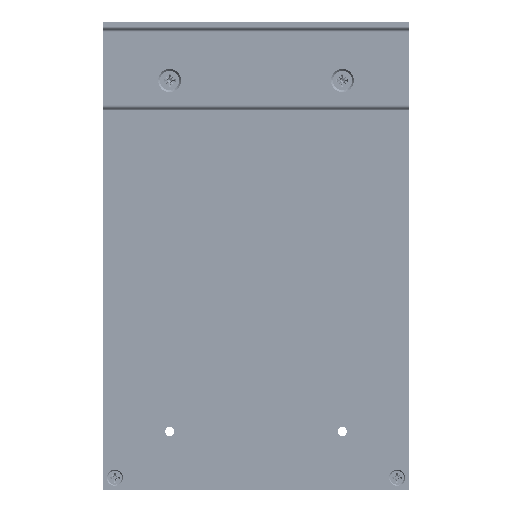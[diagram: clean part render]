
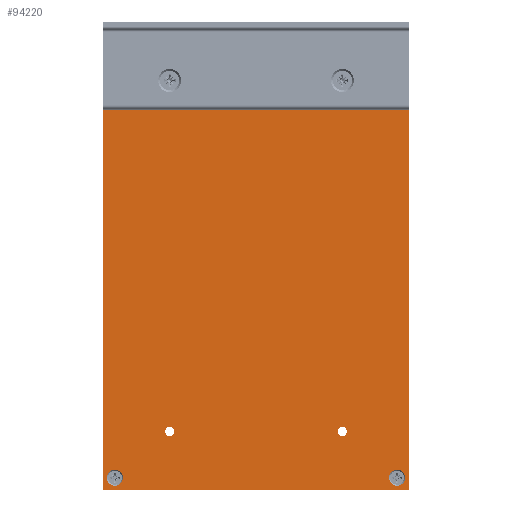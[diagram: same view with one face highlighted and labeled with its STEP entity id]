
A CAD part, front view. The second image highlights one B-rep face of the part: STEP entity #94220.
In plain terms, the highlighted planar face has unit normal (0, -1, 0).
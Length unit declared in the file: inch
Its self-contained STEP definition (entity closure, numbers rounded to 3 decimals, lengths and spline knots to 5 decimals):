
#822 = FACE_BOUND ( 'NONE', #71587, .T. ) ;
#1232 = EDGE_LOOP ( 'NONE', ( #78991 ) ) ;
#1323 = FACE_BOUND ( 'NONE', #17814, .T. ) ;
#1580 = CARTESIAN_POINT ( 'NONE',  ( 4.19241, -0.31353, 8. ) ) ;
#2688 = AXIS2_PLACEMENT_3D ( 'NONE', #83165, #97573, #19785 ) ;
#3018 = CARTESIAN_POINT ( 'NONE',  ( -1.02759, -0.31353, 0. ) ) ;
#3068 = CARTESIAN_POINT ( 'NONE',  ( 3.05879, -0.31353, 7. ) ) ;
#3216 = CARTESIAN_POINT ( 'NONE',  ( -1.02759, -0.31353, 0. ) ) ;
#3871 = ORIENTED_EDGE ( 'NONE', *, *, #41218, .T. ) ;
#4061 = VERTEX_POINT ( 'NONE', #52646 ) ;
#4072 = DIRECTION ( 'NONE',  ( 0., 1., 0. ) ) ;
#4991 = DIRECTION ( 'NONE',  ( -1., 0., 0. ) ) ;
#5652 = VERTEX_POINT ( 'NONE', #13154 ) ;
#6119 = EDGE_CURVE ( 'NONE', #7466, #7466, #70398, .T. ) ;
#6785 = ORIENTED_EDGE ( 'NONE', *, *, #6119, .T. ) ;
#7123 = EDGE_CURVE ( 'NONE', #87930, #5652, #50995, .T. ) ;
#7466 = VERTEX_POINT ( 'NONE', #46861 ) ;
#7964 = ORIENTED_EDGE ( 'NONE', *, *, #29562, .T. ) ;
#8396 = ORIENTED_EDGE ( 'NONE', *, *, #29368, .T. ) ;
#9744 = VERTEX_POINT ( 'NONE', #15891 ) ;
#10319 = DIRECTION ( 'NONE',  ( 0., 1., 0. ) ) ;
#11338 = CARTESIAN_POINT ( 'NONE',  ( 4.19241, -0.31353, 8. ) ) ;
#12701 = CARTESIAN_POINT ( 'NONE',  ( 4.19241, -0.31353, 0. ) ) ;
#13154 = CARTESIAN_POINT ( 'NONE',  ( -1.02759, -0.31353, 8. ) ) ;
#13641 = EDGE_CURVE ( 'NONE', #4061, #4061, #28978, .T. ) ;
#13843 = CIRCLE ( 'NONE', #56401, 0.07799 ) ;
#15132 = FACE_BOUND ( 'NONE', #75428, .T. ) ;
#15891 = CARTESIAN_POINT ( 'NONE',  ( 3.99391, -0.31353, 0.0722 ) ) ;
#16957 = EDGE_CURVE ( 'NONE', #84301, #84301, #92478, .T. ) ;
#17461 = AXIS2_PLACEMENT_3D ( 'NONE', #95272, #10319, #80376 ) ;
#17634 = CARTESIAN_POINT ( 'NONE',  ( 3.99391, -0.31353, 0.21 ) ) ;
#17814 = EDGE_LOOP ( 'NONE', ( #7964 ) ) ;
#17816 = CIRCLE ( 'NONE', #92965, 0.07799 ) ;
#19553 = CARTESIAN_POINT ( 'NONE',  ( -0.82908, -0.31353, 7.6522 ) ) ;
#19785 = DIRECTION ( 'NONE',  ( 0., 0., 1. ) ) ;
#19804 = DIRECTION ( 'NONE',  ( 0., 1., 0. ) ) ;
#21180 = CARTESIAN_POINT ( 'NONE',  ( -0.82908, -0.31353, 0.0722 ) ) ;
#24378 = FACE_BOUND ( 'NONE', #80625, .T. ) ;
#25361 = DIRECTION ( 'NONE',  ( 0., 1., 0. ) ) ;
#26122 = CARTESIAN_POINT ( 'NONE',  ( -0.82908, -0.31353, 0.21 ) ) ;
#26635 = DIRECTION ( 'NONE',  ( 0., 0., -1. ) ) ;
#26784 = CARTESIAN_POINT ( 'NONE',  ( 4.19241, -0.31353, 0. ) ) ;
#28978 = CIRCLE ( 'NONE', #38726, 0.07799 ) ;
#29368 = EDGE_CURVE ( 'NONE', #98397, #87930, #64285, .T. ) ;
#29562 = EDGE_CURVE ( 'NONE', #88614, #88614, #37104, .T. ) ;
#31311 = ORIENTED_EDGE ( 'NONE', *, *, #16957, .T. ) ;
#32024 = DIRECTION ( 'NONE',  ( 0., 0., -1. ) ) ;
#34573 = CARTESIAN_POINT ( 'NONE',  ( 4.19241, -0.31353, 0. ) ) ;
#35559 = VERTEX_POINT ( 'NONE', #66735 ) ;
#36323 = DIRECTION ( 'NONE',  ( 0., 0., 1. ) ) ;
#36651 = EDGE_LOOP ( 'NONE', ( #31311 ) ) ;
#37104 = CIRCLE ( 'NONE', #17461, 0.1378 ) ;
#37317 = LINE ( 'NONE', #12701, #60947 ) ;
#38702 = EDGE_CURVE ( 'NONE', #78319, #98397, #37317, .T. ) ;
#38726 = AXIS2_PLACEMENT_3D ( 'NONE', #3068, #4072, #36323 ) ;
#39139 = AXIS2_PLACEMENT_3D ( 'NONE', #26122, #87464, #26635 ) ;
#39401 = AXIS2_PLACEMENT_3D ( 'NONE', #64151, #66009, #32024 ) ;
#39941 = DIRECTION ( 'NONE',  ( 0., 1., 0. ) ) ;
#39985 = ORIENTED_EDGE ( 'NONE', *, *, #13641, .T. ) ;
#41218 = EDGE_CURVE ( 'NONE', #50863, #50863, #65250, .T. ) ;
#41395 = EDGE_LOOP ( 'NONE', ( #60486 ) ) ;
#41695 = DIRECTION ( 'NONE',  ( 0., -1., 0. ) ) ;
#41881 = LINE ( 'NONE', #3018, #64491 ) ;
#44911 = AXIS2_PLACEMENT_3D ( 'NONE', #34573, #41695, #73384 ) ;
#45485 = CARTESIAN_POINT ( 'NONE',  ( 0.10603, -0.31353, 1.07799 ) ) ;
#45982 = DIRECTION ( 'NONE',  ( 1., 0., 0. ) ) ;
#46068 = VECTOR ( 'NONE', #4991, 39.37008 ) ;
#46367 = FACE_BOUND ( 'NONE', #36651, .T. ) ;
#46861 = CARTESIAN_POINT ( 'NONE',  ( 3.99391, -0.31353, 7.6522 ) ) ;
#48155 = ORIENTED_EDGE ( 'NONE', *, *, #61195, .T. ) ;
#49002 = EDGE_CURVE ( 'NONE', #9744, #9744, #100809, .T. ) ;
#50863 = VERTEX_POINT ( 'NONE', #21180 ) ;
#50983 = DIRECTION ( 'NONE',  ( 0., 0., 1. ) ) ;
#50995 = LINE ( 'NONE', #1580, #46068 ) ;
#52646 = CARTESIAN_POINT ( 'NONE',  ( 3.05879, -0.31353, 7.07799 ) ) ;
#53051 = CARTESIAN_POINT ( 'NONE',  ( 0.10603, -0.31353, 7. ) ) ;
#56144 = CARTESIAN_POINT ( 'NONE',  ( 4.19241, -0.31353, 0. ) ) ;
#56401 = AXIS2_PLACEMENT_3D ( 'NONE', #62935, #39941, #71130 ) ;
#60486 = ORIENTED_EDGE ( 'NONE', *, *, #90534, .T. ) ;
#60947 = VECTOR ( 'NONE', #45982, 39.37008 ) ;
#61195 = EDGE_CURVE ( 'NONE', #5652, #78319, #41881, .T. ) ;
#62189 = FACE_BOUND ( 'NONE', #41395, .T. ) ;
#62935 = CARTESIAN_POINT ( 'NONE',  ( 3.05879, -0.31353, 1. ) ) ;
#64151 = CARTESIAN_POINT ( 'NONE',  ( 3.99391, -0.31353, 7.79 ) ) ;
#64285 = LINE ( 'NONE', #56144, #89244 ) ;
#64491 = VECTOR ( 'NONE', #96652, 39.37008 ) ;
#65250 = CIRCLE ( 'NONE', #39139, 0.1378 ) ;
#66009 = DIRECTION ( 'NONE',  ( 0., 1., 0. ) ) ;
#66459 = AXIS2_PLACEMENT_3D ( 'NONE', #17634, #25361, #87208 ) ;
#66735 = CARTESIAN_POINT ( 'NONE',  ( 3.05879, -0.31353, 1.07799 ) ) ;
#70174 = EDGE_LOOP ( 'NONE', ( #8396, #97635, #48155, #96761 ) ) ;
#70398 = CIRCLE ( 'NONE', #39401, 0.1378 ) ;
#71130 = DIRECTION ( 'NONE',  ( 0., 0., 1. ) ) ;
#71587 = EDGE_LOOP ( 'NONE', ( #6785 ) ) ;
#73384 = DIRECTION ( 'NONE',  ( 0., 0., -1. ) ) ;
#75096 = CARTESIAN_POINT ( 'NONE',  ( 0.10603, -0.31353, 7.07799 ) ) ;
#75428 = EDGE_LOOP ( 'NONE', ( #39985 ) ) ;
#77523 = FACE_OUTER_BOUND ( 'NONE', #70174, .T. ) ;
#78319 = VERTEX_POINT ( 'NONE', #3216 ) ;
#78991 = ORIENTED_EDGE ( 'NONE', *, *, #85832, .T. ) ;
#79044 = FACE_BOUND ( 'NONE', #100313, .T. ) ;
#80376 = DIRECTION ( 'NONE',  ( 0., 0., -1. ) ) ;
#80625 = EDGE_LOOP ( 'NONE', ( #3871 ) ) ;
#83165 = CARTESIAN_POINT ( 'NONE',  ( 0.10603, -0.31353, 1. ) ) ;
#84301 = VERTEX_POINT ( 'NONE', #45485 ) ;
#85832 = EDGE_CURVE ( 'NONE', #98196, #98196, #17816, .T. ) ;
#87208 = DIRECTION ( 'NONE',  ( 0., 0., -1. ) ) ;
#87464 = DIRECTION ( 'NONE',  ( 0., 1., 0. ) ) ;
#87930 = VERTEX_POINT ( 'NONE', #11338 ) ;
#88537 = ORIENTED_EDGE ( 'NONE', *, *, #49002, .T. ) ;
#88614 = VERTEX_POINT ( 'NONE', #19553 ) ;
#89244 = VECTOR ( 'NONE', #101171, 39.37008 ) ;
#90534 = EDGE_CURVE ( 'NONE', #35559, #35559, #13843, .T. ) ;
#92378 = FACE_BOUND ( 'NONE', #1232, .T. ) ;
#92478 = CIRCLE ( 'NONE', #2688, 0.07799 ) ;
#92965 = AXIS2_PLACEMENT_3D ( 'NONE', #53051, #19804, #50983 ) ;
#93404 = PLANE ( 'NONE',  #44911 ) ;
#94220 = ADVANCED_FACE ( 'NONE', ( #822, #1323, #24378, #79044, #92378, #15132, #46367, #62189, #77523 ), #93404, .T. ) ;
#95272 = CARTESIAN_POINT ( 'NONE',  ( -0.82908, -0.31353, 7.79 ) ) ;
#96652 = DIRECTION ( 'NONE',  ( 0., 0., -1. ) ) ;
#96761 = ORIENTED_EDGE ( 'NONE', *, *, #38702, .T. ) ;
#97573 = DIRECTION ( 'NONE',  ( 0., 1., 0. ) ) ;
#97635 = ORIENTED_EDGE ( 'NONE', *, *, #7123, .T. ) ;
#98196 = VERTEX_POINT ( 'NONE', #75096 ) ;
#98397 = VERTEX_POINT ( 'NONE', #26784 ) ;
#100313 = EDGE_LOOP ( 'NONE', ( #88537 ) ) ;
#100809 = CIRCLE ( 'NONE', #66459, 0.1378 ) ;
#101171 = DIRECTION ( 'NONE',  ( 0., 0., 1. ) ) ;
